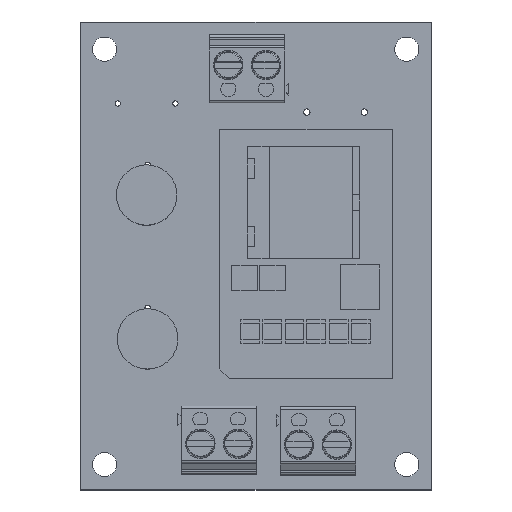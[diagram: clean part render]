
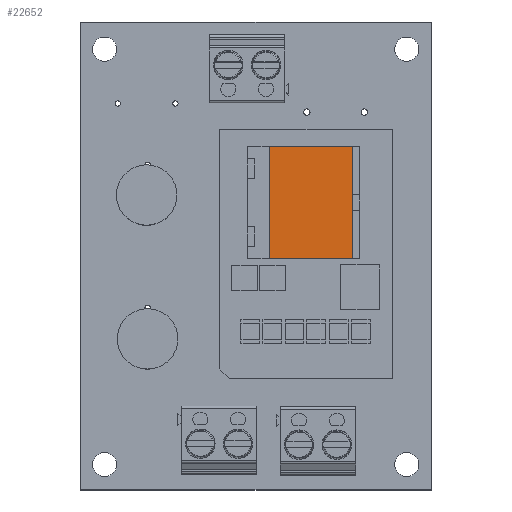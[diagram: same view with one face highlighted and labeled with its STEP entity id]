
A CAD part, top view. The second image highlights one B-rep face of the part: STEP entity #22652.
In plain terms, the highlighted planar face has unit normal (0, 0, 1).
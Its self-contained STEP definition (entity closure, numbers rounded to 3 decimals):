
#22652 = ADVANCED_FACE('',(#22653),#22687,.T.);
#22653 = FACE_BOUND('',#22654,.T.);
#22654 = EDGE_LOOP('',(#22655,#22665,#22673,#22681));
#22655 = ORIENTED_EDGE('',*,*,#22656,.T.);
#22656 = EDGE_CURVE('',#22657,#22659,#22661,.T.);
#22657 = VERTEX_POINT('',#22658);
#22658 = CARTESIAN_POINT('',(150.815,109.122,
    12.24));
#22659 = VERTEX_POINT('',#22660);
#22660 = CARTESIAN_POINT('',(139.815,109.122,
    12.24));
#22661 = LINE('',#22662,#22663);
#22662 = CARTESIAN_POINT('',(151.815,109.122,
    12.24));
#22663 = VECTOR('',#22664,1.);
#22664 = DIRECTION('',(-1.,0.,0.));
#22665 = ORIENTED_EDGE('',*,*,#22666,.T.);
#22666 = EDGE_CURVE('',#22659,#22667,#22669,.T.);
#22667 = VERTEX_POINT('',#22668);
#22668 = CARTESIAN_POINT('',(139.815,94.222,
    12.24));
#22669 = LINE('',#22670,#22671);
#22670 = CARTESIAN_POINT('',(139.815,109.122,
    12.24));
#22671 = VECTOR('',#22672,1.);
#22672 = DIRECTION('',(0.,-1.,0.));
#22673 = ORIENTED_EDGE('',*,*,#22674,.T.);
#22674 = EDGE_CURVE('',#22667,#22675,#22677,.T.);
#22675 = VERTEX_POINT('',#22676);
#22676 = CARTESIAN_POINT('',(150.815,94.222,
    12.24));
#22677 = LINE('',#22678,#22679);
#22678 = CARTESIAN_POINT('',(151.815,94.222,
    12.24));
#22679 = VECTOR('',#22680,1.);
#22680 = DIRECTION('',(1.,0.,0.));
#22681 = ORIENTED_EDGE('',*,*,#22682,.T.);
#22682 = EDGE_CURVE('',#22675,#22657,#22683,.T.);
#22683 = LINE('',#22684,#22685);
#22684 = CARTESIAN_POINT('',(150.815,109.122,
    12.24));
#22685 = VECTOR('',#22686,1.);
#22686 = DIRECTION('',(0.,1.,0.));
#22687 = PLANE('',#22688);
#22688 = AXIS2_PLACEMENT_3D('',#22689,#22690,#22691);
#22689 = CARTESIAN_POINT('',(144.365,101.672,
    12.24));
#22690 = DIRECTION('',(0.,0.,1.));
#22691 = DIRECTION('',(-1.,0.,0.));
